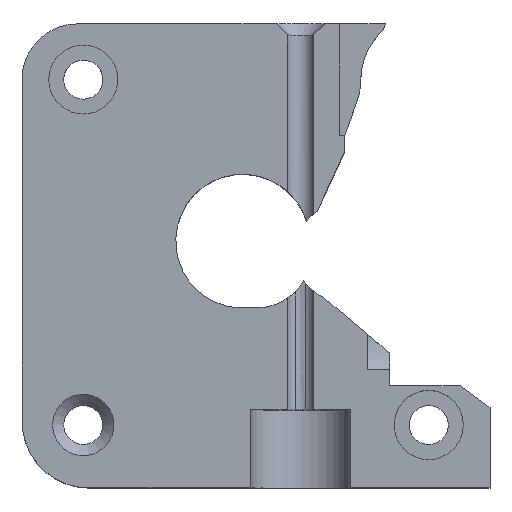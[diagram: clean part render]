
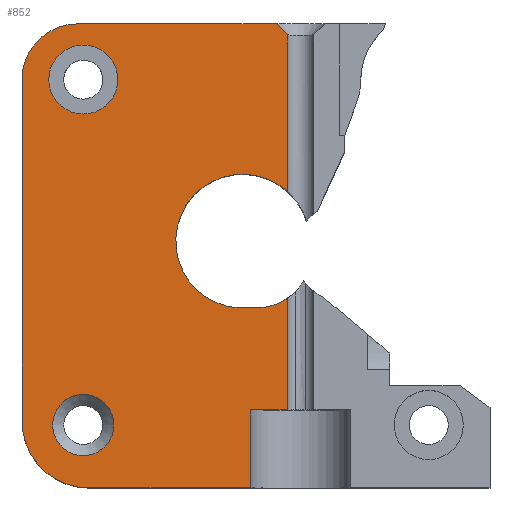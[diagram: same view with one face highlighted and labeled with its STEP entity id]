
A CAD part, top view. The second image highlights one B-rep face of the part: STEP entity #852.
In plain terms, the highlighted planar face has unit normal (0, 0, 1).
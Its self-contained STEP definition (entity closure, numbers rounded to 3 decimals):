
#24=FACE_BOUND('',#153,.T.);
#25=FACE_BOUND('',#154,.T.);
#38=CIRCLE('',#911,5.);
#40=CIRCLE('',#914,6.);
#52=CIRCLE('',#932,5.);
#53=CIRCLE('',#933,6.);
#54=CIRCLE('',#934,2.75);
#55=CIRCLE('',#935,3.1);
#102=FACE_OUTER_BOUND('',#152,.T.);
#152=EDGE_LOOP('',(#630,#631,#632,#633,#634,#635,#636,#637,#638,#639,#640,
#641));
#153=EDGE_LOOP('',(#642));
#154=EDGE_LOOP('',(#643));
#219=LINE('',#1392,#298);
#221=LINE('',#1399,#300);
#223=LINE('',#1403,#302);
#224=LINE('',#1407,#303);
#225=LINE('',#1411,#304);
#226=LINE('',#1413,#305);
#227=LINE('',#1415,#306);
#228=LINE('',#1416,#307);
#298=VECTOR('',#1064,10.);
#300=VECTOR('',#1072,10.);
#302=VECTOR('',#1076,10.);
#303=VECTOR('',#1079,10.);
#304=VECTOR('',#1082,10.);
#305=VECTOR('',#1083,10.);
#306=VECTOR('',#1084,10.);
#307=VECTOR('',#1085,10.);
#367=VERTEX_POINT('',#1297);
#368=VERTEX_POINT('',#1299);
#371=VERTEX_POINT('',#1316);
#393=VERTEX_POINT('',#1390);
#394=VERTEX_POINT('',#1391);
#397=VERTEX_POINT('',#1402);
#398=VERTEX_POINT('',#1404);
#399=VERTEX_POINT('',#1406);
#400=VERTEX_POINT('',#1408);
#401=VERTEX_POINT('',#1410);
#402=VERTEX_POINT('',#1412);
#403=VERTEX_POINT('',#1414);
#404=VERTEX_POINT('',#1417);
#405=VERTEX_POINT('',#1419);
#453=EDGE_CURVE('',#368,#367,#38,.T.);
#458=EDGE_CURVE('',#367,#371,#40,.T.);
#483=EDGE_CURVE('',#393,#394,#219,.T.);
#487=EDGE_CURVE('',#394,#371,#221,.T.);
#489=EDGE_CURVE('',#397,#393,#223,.T.);
#490=EDGE_CURVE('',#398,#397,#52,.T.);
#491=EDGE_CURVE('',#398,#399,#224,.T.);
#492=EDGE_CURVE('',#400,#399,#53,.T.);
#493=EDGE_CURVE('',#400,#401,#225,.T.);
#494=EDGE_CURVE('',#401,#402,#226,.T.);
#495=EDGE_CURVE('',#402,#403,#227,.F.);
#496=EDGE_CURVE('',#403,#368,#228,.T.);
#497=EDGE_CURVE('',#404,#404,#54,.T.);
#498=EDGE_CURVE('',#405,#405,#55,.T.);
#630=ORIENTED_EDGE('',*,*,#483,.F.);
#631=ORIENTED_EDGE('',*,*,#489,.F.);
#632=ORIENTED_EDGE('',*,*,#490,.F.);
#633=ORIENTED_EDGE('',*,*,#491,.T.);
#634=ORIENTED_EDGE('',*,*,#492,.F.);
#635=ORIENTED_EDGE('',*,*,#493,.T.);
#636=ORIENTED_EDGE('',*,*,#494,.T.);
#637=ORIENTED_EDGE('',*,*,#495,.T.);
#638=ORIENTED_EDGE('',*,*,#496,.T.);
#639=ORIENTED_EDGE('',*,*,#453,.T.);
#640=ORIENTED_EDGE('',*,*,#458,.T.);
#641=ORIENTED_EDGE('',*,*,#487,.F.);
#642=ORIENTED_EDGE('',*,*,#497,.F.);
#643=ORIENTED_EDGE('',*,*,#498,.T.);
#823=PLANE('',#931);
#852=ADVANCED_FACE('',(#102,#24,#25),#823,.T.);
#911=AXIS2_PLACEMENT_3D('',#1300,#1015,#1016);
#914=AXIS2_PLACEMENT_3D('',#1331,#1022,#1023);
#931=AXIS2_PLACEMENT_3D('',#1401,#1074,#1075);
#932=AXIS2_PLACEMENT_3D('',#1405,#1077,#1078);
#933=AXIS2_PLACEMENT_3D('',#1409,#1080,#1081);
#934=AXIS2_PLACEMENT_3D('',#1418,#1086,#1087);
#935=AXIS2_PLACEMENT_3D('',#1420,#1088,#1089);
#1015=DIRECTION('center_axis',(0.,0.,-1.));
#1016=DIRECTION('ref_axis',(0.115,0.993,0.));
#1022=DIRECTION('center_axis',(0.,0.,-1.));
#1023=DIRECTION('ref_axis',(-0.954,-0.3,0.));
#1064=DIRECTION('',(0.707,-0.707,0.));
#1072=DIRECTION('',(0.,-1.,0.));
#1074=DIRECTION('center_axis',(0.,0.,1.));
#1075=DIRECTION('ref_axis',(1.,0.,0.));
#1076=DIRECTION('',(1.,0.,0.));
#1077=DIRECTION('center_axis',(0.,0.,-1.));
#1078=DIRECTION('ref_axis',(-0.707,0.707,0.));
#1079=DIRECTION('',(0.,-1.,0.));
#1080=DIRECTION('center_axis',(0.,0.,-1.));
#1081=DIRECTION('ref_axis',(-0.707,-0.707,0.));
#1082=DIRECTION('',(1.,0.,0.));
#1083=DIRECTION('',(0.,1.,0.));
#1084=DIRECTION('',(-1.,0.,0.));
#1085=DIRECTION('',(0.,1.,0.));
#1086=DIRECTION('center_axis',(0.,0.,1.));
#1087=DIRECTION('ref_axis',(1.,0.,0.));
#1088=DIRECTION('center_axis',(0.,0.,-1.));
#1089=DIRECTION('ref_axis',(0.,1.,0.));
#1297=CARTESIAN_POINT('',(-4.573,-25.467,0.));
#1299=CARTESIAN_POINT('',(-1.2,-24.642,0.));
#1300=CARTESIAN_POINT('Origin',(-4.,-20.5,0.));
#1316=CARTESIAN_POINT('',(-1.2,-15.028,0.));
#1331=CARTESIAN_POINT('Origin',(-5.2,-19.5,0.));
#1390=CARTESIAN_POINT('',(-2.2,0.,0.));
#1391=CARTESIAN_POINT('',(-1.2,-1.,0.));
#1392=CARTESIAN_POINT('',(-1.7,-0.5,0.));
#1399=CARTESIAN_POINT('',(-1.2,-15.5,0.));
#1401=CARTESIAN_POINT('Origin',(-8.541,-28.345,0.));
#1402=CARTESIAN_POINT('',(-20.,0.,0.));
#1403=CARTESIAN_POINT('',(-8.5,0.,0.));
#1404=CARTESIAN_POINT('',(-25.,-5.,0.));
#1405=CARTESIAN_POINT('Origin',(-20.,-5.,0.));
#1406=CARTESIAN_POINT('',(-25.,-35.65,0.));
#1407=CARTESIAN_POINT('',(-25.,-36.172,0.));
#1408=CARTESIAN_POINT('',(-19.,-41.65,0.));
#1409=CARTESIAN_POINT('Origin',(-19.,-35.65,0.));
#1410=CARTESIAN_POINT('',(-4.518,-41.65,0.));
#1411=CARTESIAN_POINT('',(0.,-41.65,0.));
#1412=CARTESIAN_POINT('',(-4.518,-34.65,0.));
#1413=CARTESIAN_POINT('',(-4.518,-38.65,0.));
#1414=CARTESIAN_POINT('',(-1.2,-34.65,0.));
#1415=CARTESIAN_POINT('',(-4.27,-34.65,0.));
#1416=CARTESIAN_POINT('',(-1.2,-35.65,0.));
#1417=CARTESIAN_POINT('',(-22.25,-36.,0.));
#1418=CARTESIAN_POINT('Origin',(-19.5,-36.,0.));
#1419=CARTESIAN_POINT('',(-19.5,-8.1,0.));
#1420=CARTESIAN_POINT('Origin',(-19.5,-5.,0.));
